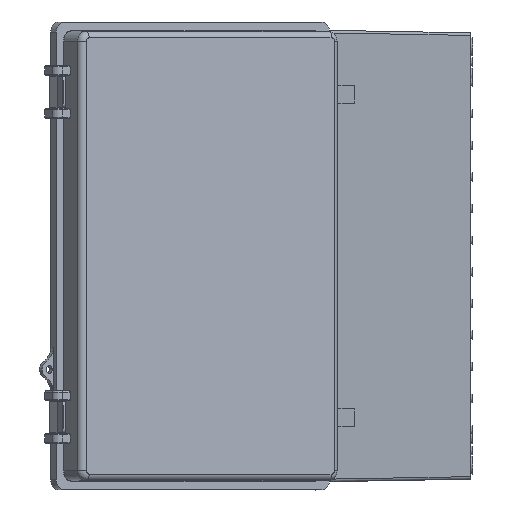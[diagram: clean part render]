
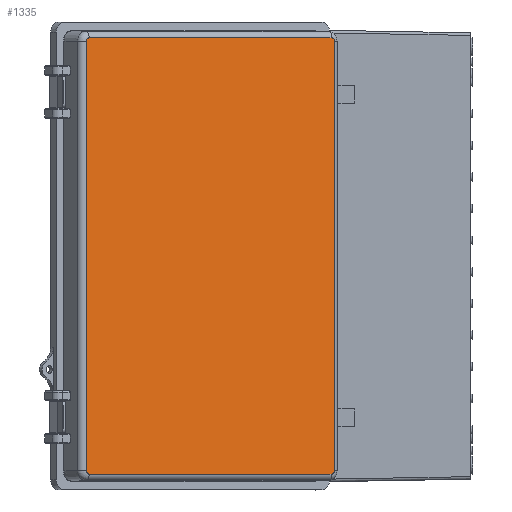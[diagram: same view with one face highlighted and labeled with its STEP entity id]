
A CAD part, left-side view. The second image highlights one B-rep face of the part: STEP entity #1335.
In plain terms, the highlighted face is planar.
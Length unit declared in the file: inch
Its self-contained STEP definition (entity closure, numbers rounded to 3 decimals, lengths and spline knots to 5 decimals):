
#640 = CIRCLE ( 'NONE', #9139, 0.09999 ) ;
#1335 = ADVANCED_FACE ( 'NONE', ( #26350 ), #79409, .T. ) ;
#2367 = VECTOR ( 'NONE', #58860, 39.37008 ) ;
#2889 = DIRECTION ( 'NONE',  ( 0., 0., 1. ) ) ;
#2912 = CARTESIAN_POINT ( 'NONE',  ( 4.71121, 1.21, 6.79213 ) ) ;
#4551 = VERTEX_POINT ( 'NONE', #47702 ) ;
#4966 = DIRECTION ( 'NONE',  ( 0., 1., 0. ) ) ;
#6823 = DIRECTION ( 'NONE',  ( 0., 1., 0. ) ) ;
#8169 = VERTEX_POINT ( 'NONE', #2912 ) ;
#9139 = AXIS2_PLACEMENT_3D ( 'NONE', #69312, #6823, #50824 ) ;
#9766 = CARTESIAN_POINT ( 'NONE',  ( 4.71121, 1.21, -6.79213 ) ) ;
#14716 = VERTEX_POINT ( 'NONE', #68577 ) ;
#14762 = CARTESIAN_POINT ( 'NONE',  ( 4.71121, 1.21, -6.69214 ) ) ;
#17846 = CARTESIAN_POINT ( 'NONE',  ( 4.8112, 1.21, 6.69214 ) ) ;
#18620 = EDGE_CURVE ( 'NONE', #4551, #23532, #41555, .T. ) ;
#18801 = LINE ( 'NONE', #44108, #72022 ) ;
#19042 = EDGE_LOOP ( 'NONE', ( #75482, #69686, #65573, #55141, #35310, #51868, #57640, #54915 ) ) ;
#22182 = EDGE_CURVE ( 'NONE', #29265, #4551, #25844, .T. ) ;
#23166 = LINE ( 'NONE', #56742, #41982 ) ;
#23532 = VERTEX_POINT ( 'NONE', #55649 ) ;
#25844 = CIRCLE ( 'NONE', #70825, 0.09999 ) ;
#26350 = FACE_OUTER_BOUND ( 'NONE', #19042, .T. ) ;
#29265 = VERTEX_POINT ( 'NONE', #47526 ) ;
#35310 = ORIENTED_EDGE ( 'NONE', *, *, #65340, .T. ) ;
#38052 = DIRECTION ( 'NONE',  ( 0., 0., 1. ) ) ;
#39340 = VERTEX_POINT ( 'NONE', #17846 ) ;
#41555 = LINE ( 'NONE', #63672, #65174 ) ;
#41743 = AXIS2_PLACEMENT_3D ( 'NONE', #14762, #58825, #65183 ) ;
#41982 = VECTOR ( 'NONE', #44917, 39.37008 ) ;
#42260 = VERTEX_POINT ( 'NONE', #9766 ) ;
#43563 = DIRECTION ( 'NONE',  ( -1., 0., 0. ) ) ;
#44108 = CARTESIAN_POINT ( 'NONE',  ( -4.71121, 1.21, -6.79213 ) ) ;
#44917 = DIRECTION ( 'NONE',  ( 1., 0., 0. ) ) ;
#46323 = CARTESIAN_POINT ( 'NONE',  ( -4.71121, 1.21, 6.69214 ) ) ;
#47526 = CARTESIAN_POINT ( 'NONE',  ( -4.71121, 1.21, -6.79213 ) ) ;
#47702 = CARTESIAN_POINT ( 'NONE',  ( -4.8112, 1.21, -6.69214 ) ) ;
#49274 = DIRECTION ( 'NONE',  ( 0., 0., 1. ) ) ;
#49545 = DIRECTION ( 'NONE',  ( 0., 1., 0. ) ) ;
#49662 = AXIS2_PLACEMENT_3D ( 'NONE', #46323, #59252, #2889 ) ;
#50824 = DIRECTION ( 'NONE',  ( 0., 0., 1. ) ) ;
#51682 = AXIS2_PLACEMENT_3D ( 'NONE', #61597, #4966, #79976 ) ;
#51868 = ORIENTED_EDGE ( 'NONE', *, *, #77524, .T. ) ;
#53517 = LINE ( 'NONE', #71850, #2367 ) ;
#54823 = CIRCLE ( 'NONE', #41743, 0.09999 ) ;
#54915 = ORIENTED_EDGE ( 'NONE', *, *, #22182, .T. ) ;
#55141 = ORIENTED_EDGE ( 'NONE', *, *, #73884, .T. ) ;
#55649 = CARTESIAN_POINT ( 'NONE',  ( -4.8112, 1.21, 6.69214 ) ) ;
#56742 = CARTESIAN_POINT ( 'NONE',  ( 4.71121, 1.21, 6.79213 ) ) ;
#57640 = ORIENTED_EDGE ( 'NONE', *, *, #70283, .T. ) ;
#58825 = DIRECTION ( 'NONE',  ( 0., 1., 0. ) ) ;
#58860 = DIRECTION ( 'NONE',  ( 0., 0., -1. ) ) ;
#59252 = DIRECTION ( 'NONE',  ( 0., 1., 0. ) ) ;
#59601 = VERTEX_POINT ( 'NONE', #67176 ) ;
#59984 = CIRCLE ( 'NONE', #49662, 0.09999 ) ;
#60888 = EDGE_CURVE ( 'NONE', #59601, #8169, #23166, .T. ) ;
#61597 = CARTESIAN_POINT ( 'NONE',  ( -4.71121, 1.21, -6.69214 ) ) ;
#63672 = CARTESIAN_POINT ( 'NONE',  ( -4.8112, 1.21, 6.69214 ) ) ;
#65174 = VECTOR ( 'NONE', #38052, 39.37008 ) ;
#65183 = DIRECTION ( 'NONE',  ( 0., 0., 1. ) ) ;
#65340 = EDGE_CURVE ( 'NONE', #39340, #14716, #53517, .T. ) ;
#65573 = ORIENTED_EDGE ( 'NONE', *, *, #60888, .T. ) ;
#67176 = CARTESIAN_POINT ( 'NONE',  ( -4.71121, 1.21, 6.79213 ) ) ;
#67980 = EDGE_CURVE ( 'NONE', #23532, #59601, #59984, .T. ) ;
#68577 = CARTESIAN_POINT ( 'NONE',  ( 4.8112, 1.21, -6.69214 ) ) ;
#69312 = CARTESIAN_POINT ( 'NONE',  ( 4.71121, 1.21, 6.69214 ) ) ;
#69686 = ORIENTED_EDGE ( 'NONE', *, *, #67980, .T. ) ;
#70283 = EDGE_CURVE ( 'NONE', #42260, #29265, #18801, .T. ) ;
#70825 = AXIS2_PLACEMENT_3D ( 'NONE', #74858, #49545, #49274 ) ;
#71850 = CARTESIAN_POINT ( 'NONE',  ( 4.8112, 1.21, -6.69214 ) ) ;
#72022 = VECTOR ( 'NONE', #43563, 39.37008 ) ;
#73884 = EDGE_CURVE ( 'NONE', #8169, #39340, #640, .T. ) ;
#74858 = CARTESIAN_POINT ( 'NONE',  ( -4.71121, 1.21, -6.69214 ) ) ;
#75482 = ORIENTED_EDGE ( 'NONE', *, *, #18620, .T. ) ;
#77524 = EDGE_CURVE ( 'NONE', #14716, #42260, #54823, .T. ) ;
#79409 = PLANE ( 'NONE',  #51682 ) ;
#79976 = DIRECTION ( 'NONE',  ( 0., 0., 1. ) ) ;
